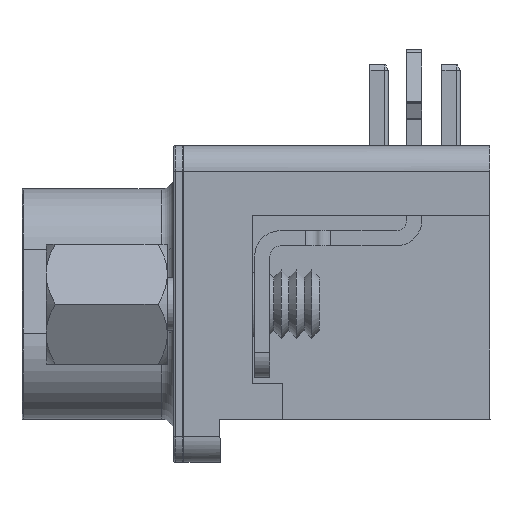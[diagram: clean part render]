
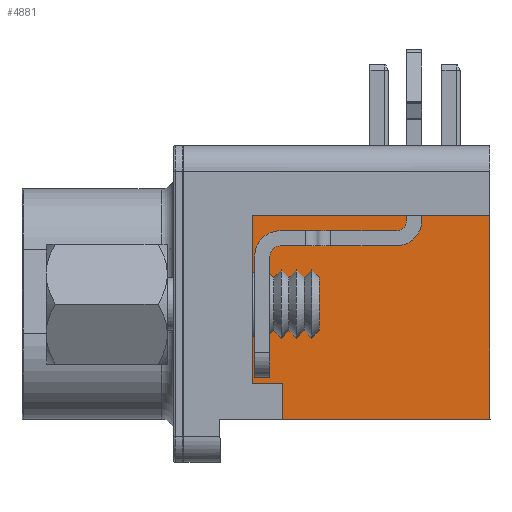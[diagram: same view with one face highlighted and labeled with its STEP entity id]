
A CAD part, left-side view. The second image highlights one B-rep face of the part: STEP entity #4881.
In plain terms, the highlighted planar face has unit normal (-1, 0, 0).
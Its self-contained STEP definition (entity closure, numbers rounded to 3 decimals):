
#337 = VERTEX_POINT ( 'NONE', #12091 ) ;
#424 = VERTEX_POINT ( 'NONE', #6358 ) ;
#928 = DIRECTION ( 'NONE',  ( 0., 0., 1. ) ) ;
#1348 = LINE ( 'NONE', #7264, #9254 ) ;
#1526 = DIRECTION ( 'NONE',  ( 0., 0., -1. ) ) ;
#1885 = CARTESIAN_POINT ( 'NONE',  ( -9.8, -0.71, -3.137 ) ) ;
#2029 = EDGE_CURVE ( 'NONE', #13031, #337, #7798, .T. ) ;
#2066 = EDGE_LOOP ( 'NONE', ( #13342, #6838, #9174, #6563, #11484, #7922 ) ) ;
#2105 = EDGE_CURVE ( 'NONE', #3014, #424, #1348, .T. ) ;
#2778 = VECTOR ( 'NONE', #9182, 1000. ) ;
#3014 = VERTEX_POINT ( 'NONE', #10899 ) ;
#3074 = EDGE_CURVE ( 'NONE', #11517, #424, #12460, .T. ) ;
#3424 = VECTOR ( 'NONE', #928, 1000. ) ;
#3662 = PLANE ( 'NONE',  #9974 ) ;
#3808 = DIRECTION ( 'NONE',  ( 0., 1., 0. ) ) ;
#3858 = EDGE_CURVE ( 'NONE', #11517, #4909, #6129, .T. ) ;
#4010 = CARTESIAN_POINT ( 'NONE',  ( -9.8, -10.108, 3.489 ) ) ;
#4049 = CARTESIAN_POINT ( 'NONE',  ( -9.8, -1.913, -3.137 ) ) ;
#4139 = DIRECTION ( 'NONE',  ( 0., -1., 0. ) ) ;
#4881 = ADVANCED_FACE ( 'NONE', ( #7105 ), #3662, .F. ) ;
#4909 = VERTEX_POINT ( 'NONE', #10896 ) ;
#5373 = VECTOR ( 'NONE', #1526, 1000. ) ;
#5706 = DIRECTION ( 'NONE',  ( 0., 0., -1. ) ) ;
#6052 = CARTESIAN_POINT ( 'NONE',  ( -9.8, -10.109, -4.548 ) ) ;
#6129 = LINE ( 'NONE', #4010, #3424 ) ;
#6358 = CARTESIAN_POINT ( 'NONE',  ( -9.8, -1.913, -4.549 ) ) ;
#6563 = ORIENTED_EDGE ( 'NONE', *, *, #2029, .T. ) ;
#6838 = ORIENTED_EDGE ( 'NONE', *, *, #3858, .T. ) ;
#6991 = VECTOR ( 'NONE', #3808, 1000. ) ;
#7105 = FACE_OUTER_BOUND ( 'NONE', #2066, .T. ) ;
#7264 = CARTESIAN_POINT ( 'NONE',  ( -9.8, -1.913, -3.137 ) ) ;
#7476 = CARTESIAN_POINT ( 'NONE',  ( -9.8, -0.71, 3.489 ) ) ;
#7798 = LINE ( 'NONE', #1885, #5373 ) ;
#7922 = ORIENTED_EDGE ( 'NONE', *, *, #2105, .T. ) ;
#8258 = LINE ( 'NONE', #4049, #2778 ) ;
#9174 = ORIENTED_EDGE ( 'NONE', *, *, #11609, .F. ) ;
#9182 = DIRECTION ( 'NONE',  ( 0., -1., 0. ) ) ;
#9254 = VECTOR ( 'NONE', #9452, 1000. ) ;
#9279 = CARTESIAN_POINT ( 'NONE',  ( -9.8, -0.206, 3.489 ) ) ;
#9452 = DIRECTION ( 'NONE',  ( 0., 0., -1. ) ) ;
#9974 = AXIS2_PLACEMENT_3D ( 'NONE', #10861, #11896, #5706 ) ;
#10861 = CARTESIAN_POINT ( 'NONE',  ( -9.8, -10.998, 3.489 ) ) ;
#10896 = CARTESIAN_POINT ( 'NONE',  ( -9.8, -10.108, 3.489 ) ) ;
#10899 = CARTESIAN_POINT ( 'NONE',  ( -9.8, -1.913, -3.137 ) ) ;
#10986 = CARTESIAN_POINT ( 'NONE',  ( -9.8, -0.207, -4.549 ) ) ;
#11484 = ORIENTED_EDGE ( 'NONE', *, *, #11541, .T. ) ;
#11517 = VERTEX_POINT ( 'NONE', #6052 ) ;
#11541 = EDGE_CURVE ( 'NONE', #337, #3014, #8258, .T. ) ;
#11609 = EDGE_CURVE ( 'NONE', #13031, #4909, #13108, .T. ) ;
#11896 = DIRECTION ( 'NONE',  ( 1., 0., 0. ) ) ;
#12091 = CARTESIAN_POINT ( 'NONE',  ( -9.8, -0.71, -3.137 ) ) ;
#12460 = LINE ( 'NONE', #10986, #6991 ) ;
#12768 = VECTOR ( 'NONE', #4139, 1000. ) ;
#13031 = VERTEX_POINT ( 'NONE', #7476 ) ;
#13108 = LINE ( 'NONE', #9279, #12768 ) ;
#13342 = ORIENTED_EDGE ( 'NONE', *, *, #3074, .F. ) ;
